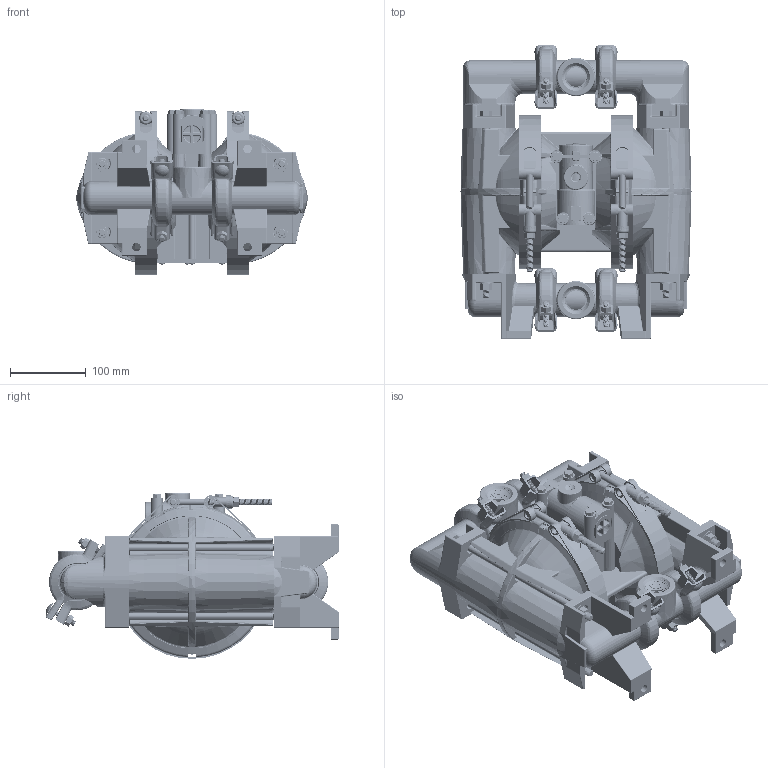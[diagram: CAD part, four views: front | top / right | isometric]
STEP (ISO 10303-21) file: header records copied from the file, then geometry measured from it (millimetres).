
FILE_DESCRIPTION((''),'2;1');
FILE_NAME('100-CLASSIC-PLASTIC-P_SW0003','2014-01-08T',('bschuler'),(''),'PRO/ENGINEER BY PARAMETRIC TECHNOLOGY CORPORATION, 2013410','PRO/ENGINEER BY PARAMETRIC TECHNOLOGY CORPORATION, 2013410','');
FILE_SCHEMA(('CONFIG_CONTROL_DESIGN'));
Length unit declared in the file: inch
Products named in the file (1): 100-CLASSIC-PLASTIC-P_SW0003
Bounding box: 305.82 x 387.91 x 219.2 mm (x, y, z)
Volume: 7437520.3 mm3; surface area: 957993.6 mm2
Topology: 4 solids, 5 shells, 7498 faces, 19146 edges, 11708 vertices
Faces by surface type: bspline 2166, cylinder 2165, plane 1846, cone 706, torus 451, sphere 164
Entity records: 465023 total; most frequent: CARTESIAN_POINT 305787, ORIENTED_EDGE 38244, DIRECTION 25646, EDGE_CURVE 19122, VERTEX_POINT 11708, AXIS2_PLACEMENT_3D 9787, B_SPLINE_CURVE_WITH_KNOTS 8595, EDGE_LOOP 7740
